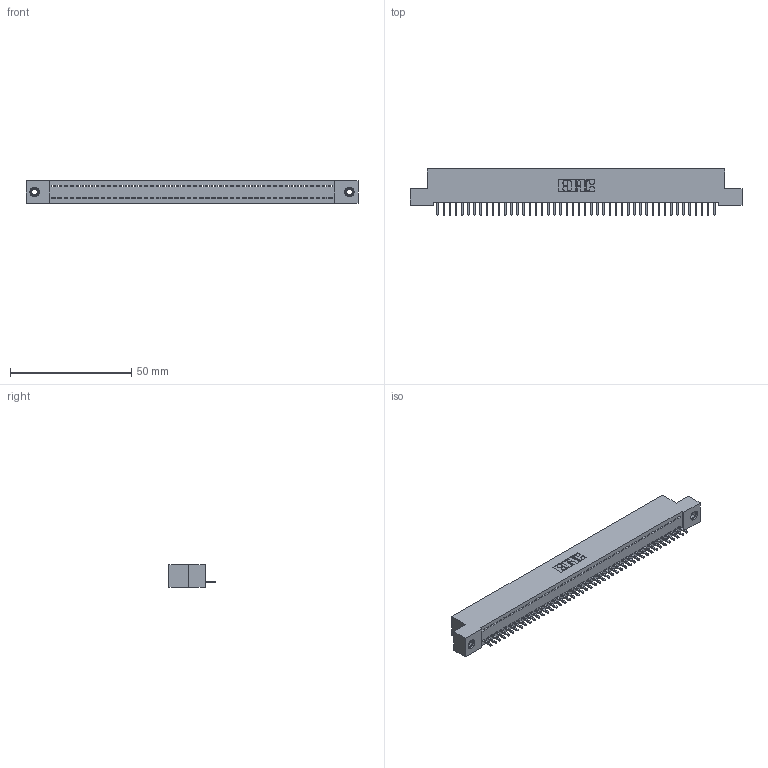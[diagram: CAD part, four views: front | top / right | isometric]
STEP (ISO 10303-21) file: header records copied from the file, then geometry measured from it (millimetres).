
FILE_DESCRIPTION (( 'STEP AP203' ), '1' );
FILE_NAME ('342-046-521-107.STEP', '2019-10-02T20:18:04', ( '' ), ( '' ), 'SwSTEP 2.0', 'SolidWorks 2016', '' );
FILE_SCHEMA (( 'CONFIG_CONTROL_DESIGN' ));
Length unit declared in the file: inch
Products named in the file (4): 342 Part_TI; 345-292-001_345-293-121; 345-250-001_345-250-005-103; 342-046-521-107
Assembly tree (49 placements, depth 2):
  342-046-521-107
    342 Part_TI
    345-292-001_345-293-121  x46
    345-250-001_345-250-005-103  x2
Bounding box: 137.16 x 19.06 x 9.4 mm (x, y, z)
Volume: 11897.4 mm3; surface area: 17075.3 mm2
Topology: 49 solids, 49 shells, 2838 faces, 8531 edges, 5618 vertices
Faces by surface type: plane 2030, cylinder 792, cone 12, torus 4
Entity records: 28676 total; most frequent: CARTESIAN_POINT 4927, ORIENTED_EDGE 4902, DIRECTION 4181, EDGE_CURVE 2451, LINE 2303, VECTOR 2303, VERTEX_POINT 1628, AXIS2_PLACEMENT_3D 939
